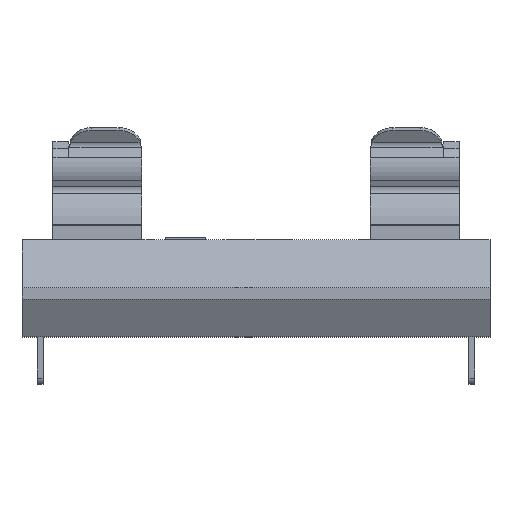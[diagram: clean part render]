
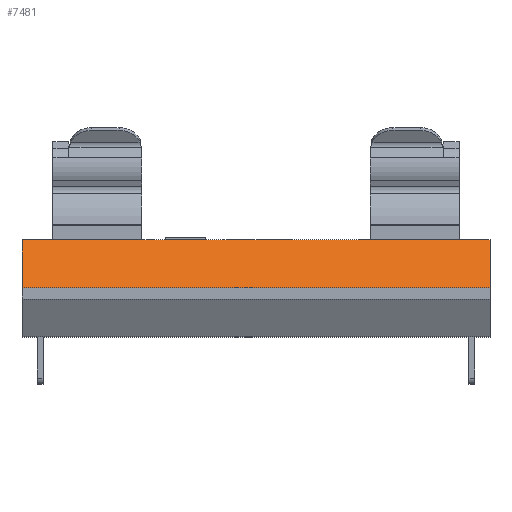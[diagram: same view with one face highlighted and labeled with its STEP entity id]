
A CAD part, top view. The second image highlights one B-rep face of the part: STEP entity #7481.
In plain terms, the highlighted planar face has unit normal (0, 0.5, 0.866).
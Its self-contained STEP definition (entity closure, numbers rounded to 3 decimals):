
#220 = LINE ( 'NONE', #7774, #7993 ) ;
#922 = CARTESIAN_POINT ( 'NONE',  ( -20.5, 8.5, 4.825 ) ) ;
#1306 = VECTOR ( 'NONE', #10441, 1000. ) ;
#1394 = CARTESIAN_POINT ( 'NONE',  ( -20.5, 8.5, 4.825 ) ) ;
#1940 = LINE ( 'NONE', #1394, #12549 ) ;
#2427 = DIRECTION ( 'NONE',  ( 0., 0.866, -0.5 ) ) ;
#2508 = CARTESIAN_POINT ( 'NONE',  ( -20.5, 8.5, 4.825 ) ) ;
#2940 = ORIENTED_EDGE ( 'NONE', *, *, #3902, .F. ) ;
#3220 = EDGE_CURVE ( 'NONE', #6573, #4482, #220, .T. ) ;
#3540 = DIRECTION ( 'NONE',  ( 0., 0.866, -0.5 ) ) ;
#3759 = ORIENTED_EDGE ( 'NONE', *, *, #3908, .T. ) ;
#3902 = EDGE_CURVE ( 'NONE', #6972, #6573, #1940, .T. ) ;
#3908 = EDGE_CURVE ( 'NONE', #11044, #4482, #7346, .T. ) ;
#3942 = EDGE_CURVE ( 'NONE', #6972, #11044, #4005, .T. ) ;
#4005 = LINE ( 'NONE', #12388, #1306 ) ;
#4077 = CARTESIAN_POINT ( 'NONE',  ( 20.5, 4.3, 7.25 ) ) ;
#4482 = VERTEX_POINT ( 'NONE', #10601 ) ;
#4568 = FACE_OUTER_BOUND ( 'NONE', #4693, .T. ) ;
#4693 = EDGE_LOOP ( 'NONE', ( #3759, #6810, #2940, #4882 ) ) ;
#4882 = ORIENTED_EDGE ( 'NONE', *, *, #3942, .T. ) ;
#6573 = VERTEX_POINT ( 'NONE', #922 ) ;
#6810 = ORIENTED_EDGE ( 'NONE', *, *, #3220, .F. ) ;
#6972 = VERTEX_POINT ( 'NONE', #7851 ) ;
#7310 = PLANE ( 'NONE',  #10749 ) ;
#7346 = LINE ( 'NONE', #10399, #12228 ) ;
#7481 = ADVANCED_FACE ( 'NONE', ( #4568 ), #7310, .F. ) ;
#7774 = CARTESIAN_POINT ( 'NONE',  ( -20.5, 8.5, 4.825 ) ) ;
#7851 = CARTESIAN_POINT ( 'NONE',  ( -20.5, 4.3, 7.25 ) ) ;
#7993 = VECTOR ( 'NONE', #8746, 1000. ) ;
#8442 = DIRECTION ( 'NONE',  ( 0., 0.866, -0.5 ) ) ;
#8746 = DIRECTION ( 'NONE',  ( 1., 0., 0. ) ) ;
#9515 = DIRECTION ( 'NONE',  ( 0., -0.5, -0.866 ) ) ;
#10399 = CARTESIAN_POINT ( 'NONE',  ( 20.5, 8.5, 4.825 ) ) ;
#10441 = DIRECTION ( 'NONE',  ( 1., 0., 0. ) ) ;
#10601 = CARTESIAN_POINT ( 'NONE',  ( 20.5, 8.5, 4.825 ) ) ;
#10749 = AXIS2_PLACEMENT_3D ( 'NONE', #2508, #9515, #3540 ) ;
#11044 = VERTEX_POINT ( 'NONE', #4077 ) ;
#12228 = VECTOR ( 'NONE', #2427, 1000. ) ;
#12388 = CARTESIAN_POINT ( 'NONE',  ( -20.5, 4.3, 7.25 ) ) ;
#12549 = VECTOR ( 'NONE', #8442, 1000. ) ;
